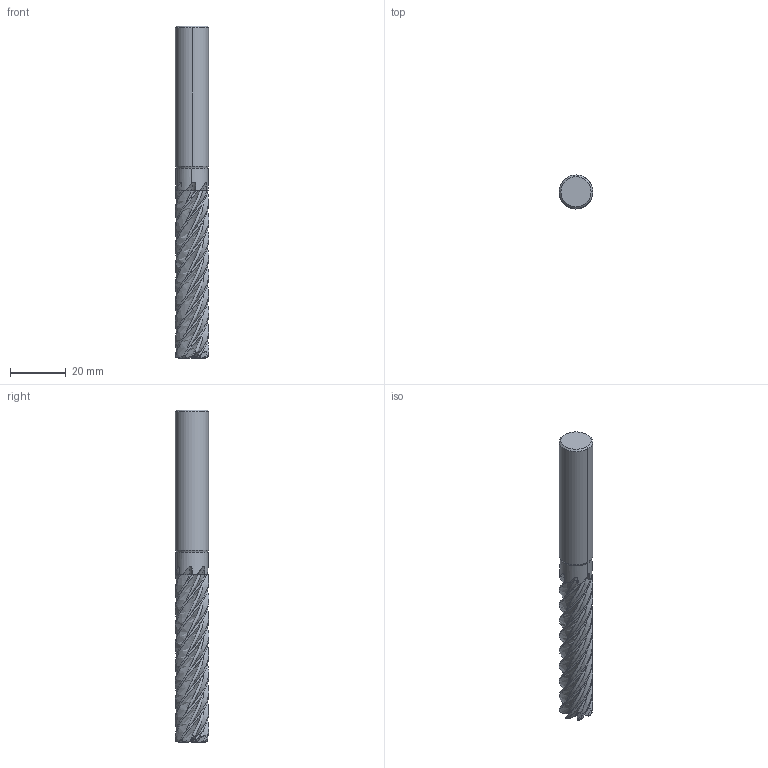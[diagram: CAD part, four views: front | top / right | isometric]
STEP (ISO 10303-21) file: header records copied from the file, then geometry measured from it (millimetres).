
FILE_DESCRIPTION(('no description'),'unknown implementation level');
FILE_NAME('EXPK1-M04-0053-12_1-Detail.stp',' ',('CIMSOURCE GmbH'),('CADClick - KiM GmbH - www.kimweb.de'),'unknown preprocess','ACIS','unknown authorization');
FILE_SCHEMA(('automotive_design'));
Length unit declared in the file: millimetre
Products named in the file (2): NOCUT; CUT
Bounding box: 12 x 12 x 119 mm (x, y, z)
Volume: 10718.3 mm3; surface area: 8009.7 mm2
Topology: 2 solids, 2 shells, 235 faces, 667 edges, 434 vertices
Faces by surface type: plane 100, bspline 63, cone 33, revolution 21, cylinder 10, torus 8
Entity records: 51887 total; most frequent: CARTESIAN_POINT 39060, STYLED_ITEM 1338, PRESENTATION_STYLE_ASSIGNMENT 1338, COLOUR_RGB 1338, ORIENTED_EDGE 1334, DIRECTION 844, EDGE_CURVE 667, CURVE_STYLE 667
